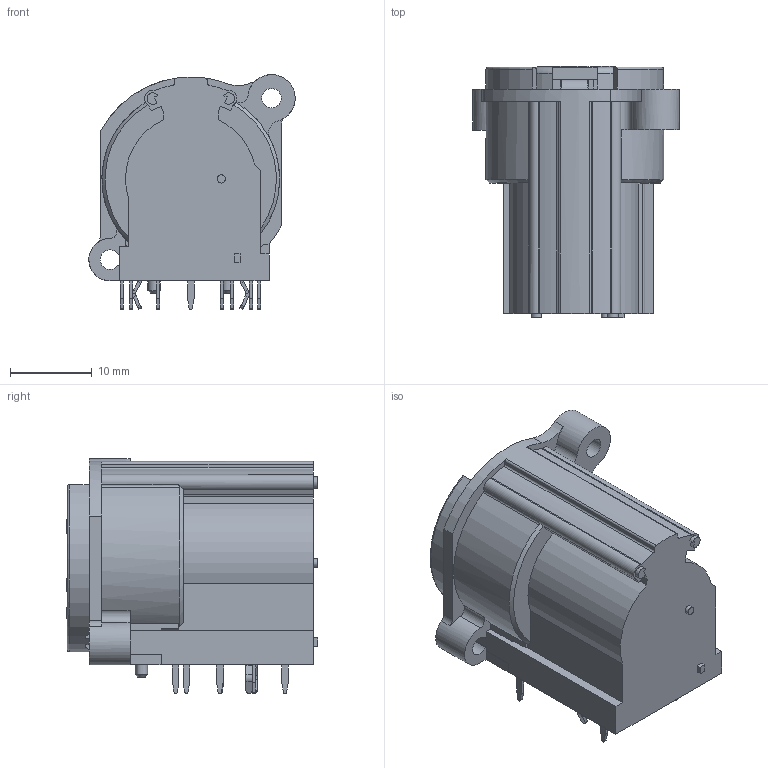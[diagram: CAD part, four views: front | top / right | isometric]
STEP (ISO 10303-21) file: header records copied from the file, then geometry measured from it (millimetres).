
FILE_DESCRIPTION(/* description */ (''),/* implementation_level */ '2;1');
FILE_NAME(/* name */ 'ACJC9AHL.stp',/* time_stamp */ '2026-03-31T14:20:45+11:00',/* author */ ('minh'),/* organization */ (''),/* preprocessor_version */ 'ST-DEVELOPER v19.2',/* originating_system */ 'Autodesk Inventor 2023',/* authorisation */ '');
FILE_SCHEMA (('AUTOMOTIVE_DESIGN { 1 0 10303 214 3 1 1 }'));
Length unit declared in the file: inch
Products named in the file (1): ACJC9AHL simplified
Bounding box: 25.3 x 30.79 x 28.8 mm (x, y, z)
Volume: 11415.7 mm3; surface area: 4353.4 mm2
Topology: 1 solids, 5 shells, 486 faces, 1274 edges, 835 vertices
Faces by surface type: plane 308, cylinder 87, bspline 69, cone 18, torus 4
Full cylindrical faces by diameter (mm): 1 x1, 1.5 x2, 2.4 x1
Entity records: 15995 total; most frequent: CARTESIAN_POINT 3737, ORIENTED_EDGE 2548, DIRECTION 2181, EDGE_CURVE 1274, LINE 893, VECTOR 893, VERTEX_POINT 835, AXIS2_PLACEMENT_3D 644
